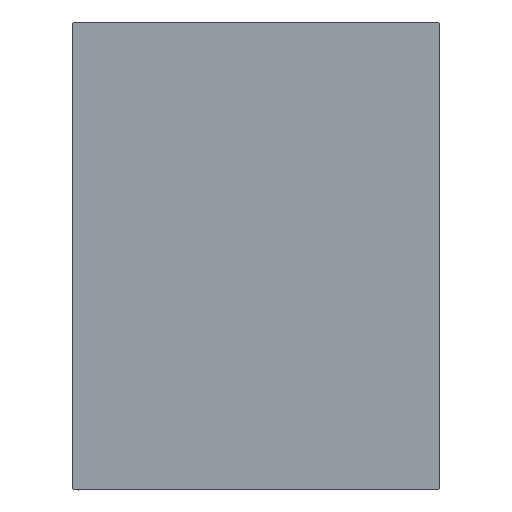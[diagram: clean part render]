
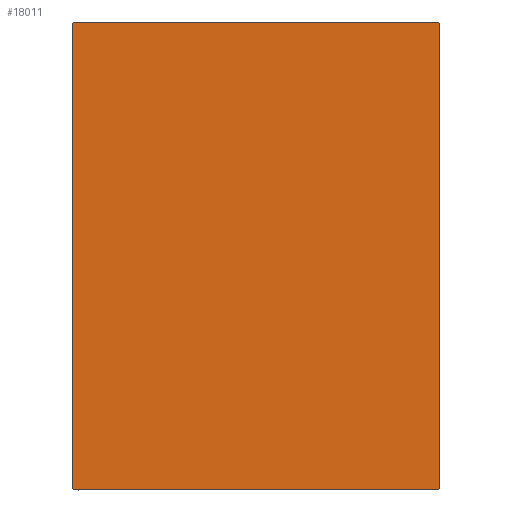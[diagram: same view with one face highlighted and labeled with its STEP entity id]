
A CAD part, left-side view. The second image highlights one B-rep face of the part: STEP entity #18011.
In plain terms, the highlighted face is planar.
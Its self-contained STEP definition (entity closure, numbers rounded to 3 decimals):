
#480 = VERTEX_POINT ( 'NONE', #36036 ) ;
#2649 = CARTESIAN_POINT ( 'NONE',  ( 133., -55., 70. ) ) ;
#4477 = CARTESIAN_POINT ( 'NONE',  ( 133., -55., 69.7 ) ) ;
#4586 = ORIENTED_EDGE ( 'NONE', *, *, #11586, .T. ) ;
#5002 = DIRECTION ( 'NONE',  ( 0., 0.707, 0.707 ) ) ;
#5204 = VECTOR ( 'NONE', #25785, 1000. ) ;
#5475 = CARTESIAN_POINT ( 'NONE',  ( 133., 55., -70. ) ) ;
#5497 = EDGE_CURVE ( 'NONE', #34460, #35981, #14951, .T. ) ;
#6199 = VERTEX_POINT ( 'NONE', #36658 ) ;
#7178 = LINE ( 'NONE', #17519, #17940 ) ;
#7305 = CARTESIAN_POINT ( 'NONE',  ( 133., 55., -69.7 ) ) ;
#8055 = LINE ( 'NONE', #26994, #14023 ) ;
#8770 = CARTESIAN_POINT ( 'NONE',  ( 133., 62.35, -62.35 ) ) ;
#8998 = LINE ( 'NONE', #8770, #11164 ) ;
#9107 = EDGE_CURVE ( 'NONE', #35981, #21828, #8055, .T. ) ;
#9997 = DIRECTION ( 'NONE',  ( 0., 0., -1. ) ) ;
#10227 = FACE_OUTER_BOUND ( 'NONE', #34152, .T. ) ;
#11009 = LINE ( 'NONE', #13847, #18470 ) ;
#11164 = VECTOR ( 'NONE', #5002, 1000. ) ;
#11414 = CARTESIAN_POINT ( 'NONE',  ( 133., 54.7, 70. ) ) ;
#11586 = EDGE_CURVE ( 'NONE', #46383, #480, #29796, .T. ) ;
#12189 = CARTESIAN_POINT ( 'NONE',  ( 133., 55., 70. ) ) ;
#12352 = EDGE_CURVE ( 'NONE', #480, #41807, #7178, .T. ) ;
#13149 = DIRECTION ( 'NONE',  ( 0., 1., 0. ) ) ;
#13847 = CARTESIAN_POINT ( 'NONE',  ( 133., 62.35, 62.35 ) ) ;
#14023 = VECTOR ( 'NONE', #13149, 1000. ) ;
#14951 = LINE ( 'NONE', #36078, #24401 ) ;
#16297 = ORIENTED_EDGE ( 'NONE', *, *, #5497, .T. ) ;
#16421 = EDGE_CURVE ( 'NONE', #42377, #6199, #30830, .T. ) ;
#16629 = VECTOR ( 'NONE', #27769, 1000. ) ;
#17394 = EDGE_CURVE ( 'NONE', #41807, #34460, #24485, .T. ) ;
#17519 = CARTESIAN_POINT ( 'NONE',  ( 133., -62.35, 62.35 ) ) ;
#17589 = DIRECTION ( 'NONE',  ( 0., -0.707, 0.707 ) ) ;
#17940 = VECTOR ( 'NONE', #31839, 1000. ) ;
#18011 = ADVANCED_FACE ( 'NONE', ( #10227 ), #42369, .T. ) ;
#18470 = VECTOR ( 'NONE', #17589, 1000. ) ;
#18538 = ORIENTED_EDGE ( 'NONE', *, *, #41453, .T. ) ;
#20521 = CARTESIAN_POINT ( 'NONE',  ( 133., -55., -69.7 ) ) ;
#20563 = ORIENTED_EDGE ( 'NONE', *, *, #16421, .T. ) ;
#20769 = CARTESIAN_POINT ( 'NONE',  ( 133., -54.7, -70. ) ) ;
#21774 = DIRECTION ( 'NONE',  ( 0., 0.707, -0.707 ) ) ;
#21828 = VERTEX_POINT ( 'NONE', #37913 ) ;
#23335 = VECTOR ( 'NONE', #27074, 1000. ) ;
#24401 = VECTOR ( 'NONE', #21774, 1000. ) ;
#24485 = LINE ( 'NONE', #2649, #16629 ) ;
#25785 = DIRECTION ( 'NONE',  ( 0., -1., 0. ) ) ;
#25982 = ORIENTED_EDGE ( 'NONE', *, *, #12352, .T. ) ;
#26994 = CARTESIAN_POINT ( 'NONE',  ( 133., -55., -70. ) ) ;
#27074 = DIRECTION ( 'NONE',  ( 0., 0., 1. ) ) ;
#27769 = DIRECTION ( 'NONE',  ( 0., 0., -1. ) ) ;
#28444 = ORIENTED_EDGE ( 'NONE', *, *, #9107, .T. ) ;
#29796 = LINE ( 'NONE', #12189, #5204 ) ;
#30830 = LINE ( 'NONE', #5475, #23335 ) ;
#30866 = AXIS2_PLACEMENT_3D ( 'NONE', #42136, #46133, #9997 ) ;
#31839 = DIRECTION ( 'NONE',  ( 0., -0.707, -0.707 ) ) ;
#31889 = ORIENTED_EDGE ( 'NONE', *, *, #17394, .T. ) ;
#34152 = EDGE_LOOP ( 'NONE', ( #28444, #18538, #20563, #44701, #4586, #25982, #31889, #16297 ) ) ;
#34460 = VERTEX_POINT ( 'NONE', #20521 ) ;
#35981 = VERTEX_POINT ( 'NONE', #20769 ) ;
#36036 = CARTESIAN_POINT ( 'NONE',  ( 133., -54.7, 70. ) ) ;
#36078 = CARTESIAN_POINT ( 'NONE',  ( 133., -62.35, -62.35 ) ) ;
#36658 = CARTESIAN_POINT ( 'NONE',  ( 133., 55., 69.7 ) ) ;
#37913 = CARTESIAN_POINT ( 'NONE',  ( 133., 54.7, -70. ) ) ;
#41453 = EDGE_CURVE ( 'NONE', #21828, #42377, #8998, .T. ) ;
#41807 = VERTEX_POINT ( 'NONE', #4477 ) ;
#42136 = CARTESIAN_POINT ( 'NONE',  ( 133., 0., 0. ) ) ;
#42369 = PLANE ( 'NONE',  #30866 ) ;
#42377 = VERTEX_POINT ( 'NONE', #7305 ) ;
#42612 = EDGE_CURVE ( 'NONE', #6199, #46383, #11009, .T. ) ;
#44701 = ORIENTED_EDGE ( 'NONE', *, *, #42612, .T. ) ;
#46133 = DIRECTION ( 'NONE',  ( 1., 0., 0. ) ) ;
#46383 = VERTEX_POINT ( 'NONE', #11414 ) ;
